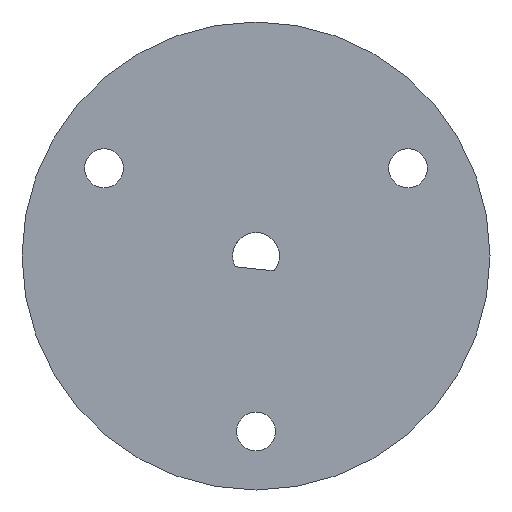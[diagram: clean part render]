
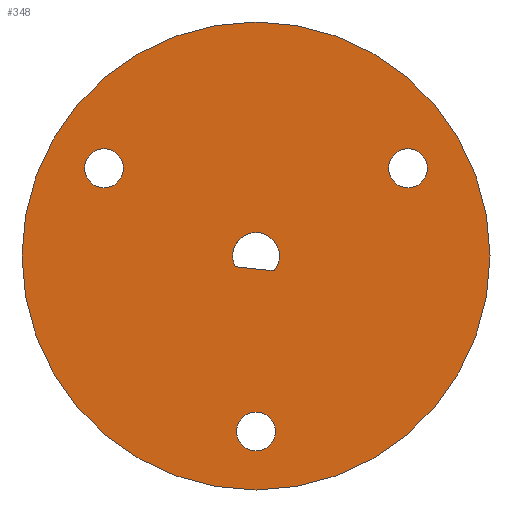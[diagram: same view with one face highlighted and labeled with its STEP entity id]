
A CAD part, front view. The second image highlights one B-rep face of the part: STEP entity #348.
In plain terms, the highlighted planar face has unit normal (0, -1, 0).
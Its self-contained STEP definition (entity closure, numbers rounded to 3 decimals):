
#14 = CARTESIAN_POINT ( 'NONE',  ( -19.486, 0., 11.25 ) ) ;
#17 = CARTESIAN_POINT ( 'NONE',  ( 0., 0., -25. ) ) ;
#37 = VERTEX_POINT ( 'NONE', #205 ) ;
#40 = CARTESIAN_POINT ( 'NONE',  ( -0.175, 0., -1.641 ) ) ;
#47 = DIRECTION ( 'NONE',  ( 1., 0., 0. ) ) ;
#63 = DIRECTION ( 'NONE',  ( 0., 1., 0. ) ) ;
#72 = DIRECTION ( 'NONE',  ( 0., 1., 0. ) ) ;
#77 = DIRECTION ( 'NONE',  ( 0., 0., 1. ) ) ;
#89 = VERTEX_POINT ( 'NONE', #576 ) ;
#91 = VECTOR ( 'NONE', #465, 1000. ) ;
#92 = EDGE_CURVE ( 'NONE', #583, #127, #561, .T. ) ;
#94 = CARTESIAN_POINT ( 'NONE',  ( 0., 0., 0. ) ) ;
#102 = EDGE_CURVE ( 'NONE', #312, #583, #520, .T. ) ;
#107 = DIRECTION ( 'NONE',  ( 0., 1., 0. ) ) ;
#116 = PLANE ( 'NONE',  #288 ) ;
#121 = AXIS2_PLACEMENT_3D ( 'NONE', #382, #63, #279 ) ;
#126 = EDGE_CURVE ( 'NONE', #276, #146, #281, .T. ) ;
#127 = VERTEX_POINT ( 'NONE', #251 ) ;
#128 = ORIENTED_EDGE ( 'NONE', *, *, #622, .T. ) ;
#133 = VERTEX_POINT ( 'NONE', #513 ) ;
#144 = CIRCLE ( 'NONE', #647, 30. ) ;
#146 = VERTEX_POINT ( 'NONE', #628 ) ;
#150 = ORIENTED_EDGE ( 'NONE', *, *, #320, .T. ) ;
#152 = DIRECTION ( 'NONE',  ( 0., 1., 0. ) ) ;
#156 = AXIS2_PLACEMENT_3D ( 'NONE', #668, #72, #77 ) ;
#164 = FACE_BOUND ( 'NONE', #610, .T. ) ;
#169 = DIRECTION ( 'NONE',  ( 0., 0., 1. ) ) ;
#182 = DIRECTION ( 'NONE',  ( 0., 1., 0. ) ) ;
#188 = CARTESIAN_POINT ( 'NONE',  ( 19.486, 0., 11.25 ) ) ;
#204 = DIRECTION ( 'NONE',  ( 0., 1., 0. ) ) ;
#205 = CARTESIAN_POINT ( 'NONE',  ( 0., 0., -30. ) ) ;
#206 = ORIENTED_EDGE ( 'NONE', *, *, #384, .F. ) ;
#209 = FACE_OUTER_BOUND ( 'NONE', #671, .T. ) ;
#212 = DIRECTION ( 'NONE',  ( 0., 0., 1. ) ) ;
#218 = ORIENTED_EDGE ( 'NONE', *, *, #92, .T. ) ;
#221 = CARTESIAN_POINT ( 'NONE',  ( 0., 0., 0. ) ) ;
#224 = CIRCLE ( 'NONE', #413, 3. ) ;
#228 = FACE_BOUND ( 'NONE', #233, .T. ) ;
#229 = ORIENTED_EDGE ( 'NONE', *, *, #102, .T. ) ;
#233 = EDGE_LOOP ( 'NONE', ( #292, #592 ) ) ;
#238 = VERTEX_POINT ( 'NONE', #403 ) ;
#242 = ORIENTED_EDGE ( 'NONE', *, *, #341, .T. ) ;
#251 = CARTESIAN_POINT ( 'NONE',  ( 0., 0., 3. ) ) ;
#261 = AXIS2_PLACEMENT_3D ( 'NONE', #406, #482, #212 ) ;
#264 = CIRCLE ( 'NONE', #654, 2.5 ) ;
#266 = ORIENTED_EDGE ( 'NONE', *, *, #126, .T. ) ;
#267 = DIRECTION ( 'NONE',  ( 0., 1., 0. ) ) ;
#272 = VERTEX_POINT ( 'NONE', #504 ) ;
#275 = AXIS2_PLACEMENT_3D ( 'NONE', #14, #267, #479 ) ;
#276 = VERTEX_POINT ( 'NONE', #355 ) ;
#279 = DIRECTION ( 'NONE',  ( 0., 0., 1. ) ) ;
#281 = CIRCLE ( 'NONE', #541, 2.5 ) ;
#287 = DIRECTION ( 'NONE',  ( 0., 0., 1. ) ) ;
#288 = AXIS2_PLACEMENT_3D ( 'NONE', #440, #659, #47 ) ;
#292 = ORIENTED_EDGE ( 'NONE', *, *, #420, .T. ) ;
#305 = DIRECTION ( 'NONE',  ( 0., 0., 1. ) ) ;
#312 = VERTEX_POINT ( 'NONE', #367 ) ;
#320 = EDGE_CURVE ( 'NONE', #146, #276, #562, .T. ) ;
#329 = EDGE_CURVE ( 'NONE', #37, #89, #144, .T. ) ;
#341 = EDGE_CURVE ( 'NONE', #127, #312, #224, .T. ) ;
#342 = ORIENTED_EDGE ( 'NONE', *, *, #329, .F. ) ;
#348 = ADVANCED_FACE ( 'NONE', ( #164, #209, #585, #228, #379 ), #116, .F. ) ;
#355 = CARTESIAN_POINT ( 'NONE',  ( -19.486, 0., 8.75 ) ) ;
#358 = CIRCLE ( 'NONE', #261, 2.5 ) ;
#367 = CARTESIAN_POINT ( 'NONE',  ( 2.317, 0., -1.906 ) ) ;
#371 = CIRCLE ( 'NONE', #156, 2.5 ) ;
#379 = FACE_BOUND ( 'NONE', #686, .T. ) ;
#381 = AXIS2_PLACEMENT_3D ( 'NONE', #698, #107, #467 ) ;
#382 = CARTESIAN_POINT ( 'NONE',  ( 0., 0., 0. ) ) ;
#384 = EDGE_CURVE ( 'NONE', #89, #37, #430, .T. ) ;
#394 = CARTESIAN_POINT ( 'NONE',  ( -2.666, 0., -1.375 ) ) ;
#403 = CARTESIAN_POINT ( 'NONE',  ( 19.486, 0., 13.75 ) ) ;
#406 = CARTESIAN_POINT ( 'NONE',  ( 0., 0., -22.5 ) ) ;
#413 = AXIS2_PLACEMENT_3D ( 'NONE', #495, #492, #169 ) ;
#419 = DIRECTION ( 'NONE',  ( 0., 0., 1. ) ) ;
#420 = EDGE_CURVE ( 'NONE', #272, #238, #264, .T. ) ;
#430 = CIRCLE ( 'NONE', #121, 30. ) ;
#440 = CARTESIAN_POINT ( 'NONE',  ( 0., 0., 0. ) ) ;
#455 = AXIS2_PLACEMENT_3D ( 'NONE', #94, #631, #578 ) ;
#465 = DIRECTION ( 'NONE',  ( -0.994, 0., 0.106 ) ) ;
#467 = DIRECTION ( 'NONE',  ( 0., 0., 1. ) ) ;
#468 = CARTESIAN_POINT ( 'NONE',  ( -19.486, 0., 11.25 ) ) ;
#479 = DIRECTION ( 'NONE',  ( 0., 0., 1. ) ) ;
#482 = DIRECTION ( 'NONE',  ( 0., 1., 0. ) ) ;
#487 = EDGE_LOOP ( 'NONE', ( #128, #505 ) ) ;
#492 = DIRECTION ( 'NONE',  ( 0., 1., 0. ) ) ;
#495 = CARTESIAN_POINT ( 'NONE',  ( 0., 0., 0. ) ) ;
#504 = CARTESIAN_POINT ( 'NONE',  ( 19.486, 0., 8.75 ) ) ;
#505 = ORIENTED_EDGE ( 'NONE', *, *, #669, .T. ) ;
#513 = CARTESIAN_POINT ( 'NONE',  ( 0., 0., -20. ) ) ;
#520 = LINE ( 'NONE', #40, #91 ) ;
#525 = VERTEX_POINT ( 'NONE', #17 ) ;
#541 = AXIS2_PLACEMENT_3D ( 'NONE', #468, #204, #305 ) ;
#561 = CIRCLE ( 'NONE', #455, 3. ) ;
#562 = CIRCLE ( 'NONE', #275, 2.5 ) ;
#570 = EDGE_CURVE ( 'NONE', #238, #272, #371, .T. ) ;
#576 = CARTESIAN_POINT ( 'NONE',  ( 0., 0., 30. ) ) ;
#578 = DIRECTION ( 'NONE',  ( 0., 0., 1. ) ) ;
#583 = VERTEX_POINT ( 'NONE', #394 ) ;
#585 = FACE_BOUND ( 'NONE', #487, .T. ) ;
#592 = ORIENTED_EDGE ( 'NONE', *, *, #570, .T. ) ;
#610 = EDGE_LOOP ( 'NONE', ( #229, #218, #242 ) ) ;
#622 = EDGE_CURVE ( 'NONE', #525, #133, #689, .T. ) ;
#628 = CARTESIAN_POINT ( 'NONE',  ( -19.486, 0., 13.75 ) ) ;
#631 = DIRECTION ( 'NONE',  ( 0., 1., 0. ) ) ;
#647 = AXIS2_PLACEMENT_3D ( 'NONE', #221, #152, #419 ) ;
#654 = AXIS2_PLACEMENT_3D ( 'NONE', #188, #182, #287 ) ;
#659 = DIRECTION ( 'NONE',  ( 0., 1., 0. ) ) ;
#668 = CARTESIAN_POINT ( 'NONE',  ( 19.486, 0., 11.25 ) ) ;
#669 = EDGE_CURVE ( 'NONE', #133, #525, #358, .T. ) ;
#671 = EDGE_LOOP ( 'NONE', ( #342, #206 ) ) ;
#686 = EDGE_LOOP ( 'NONE', ( #266, #150 ) ) ;
#689 = CIRCLE ( 'NONE', #381, 2.5 ) ;
#698 = CARTESIAN_POINT ( 'NONE',  ( 0., 0., -22.5 ) ) ;
